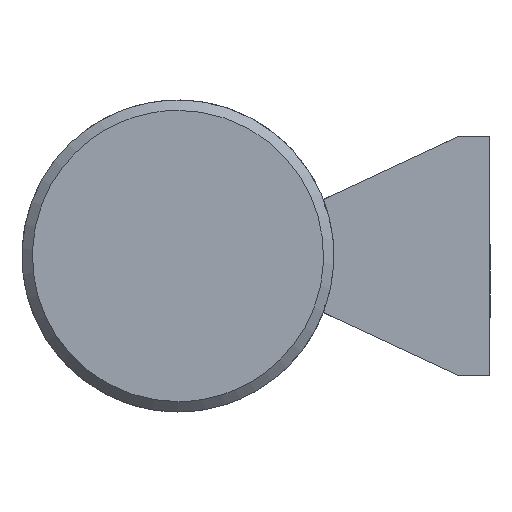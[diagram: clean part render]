
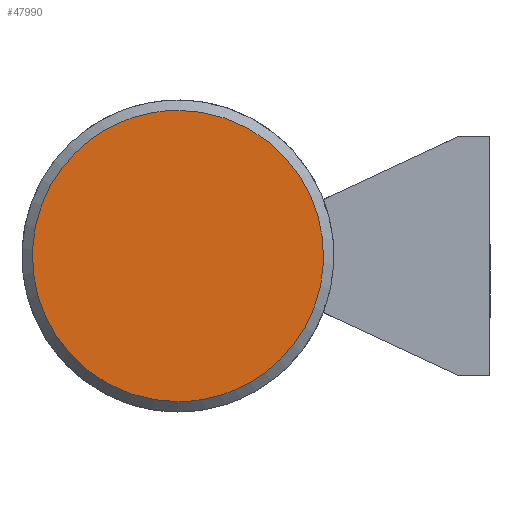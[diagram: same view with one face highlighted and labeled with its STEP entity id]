
A CAD part, left-side view. The second image highlights one B-rep face of the part: STEP entity #47990.
In plain terms, the highlighted free-form (B-spline) face has degree [1, 1] with [2, 2] control points.
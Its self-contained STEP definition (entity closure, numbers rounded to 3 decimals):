
#47470 = CARTESIAN_POINT ('', (0., 30., 14.));
#47480 = VERTEX_POINT ('', #47470);
#47490 = CARTESIAN_POINT ('', (0., 30., -14.));
#47500 = VERTEX_POINT ('', #47490);
#47510 = CARTESIAN_POINT ('', (0., 30., 14.));
#47520 = CARTESIAN_POINT ('', (0., 2., 14.));
#47530 = CARTESIAN_POINT ('', (0., 2., -14.));
#47540 = CARTESIAN_POINT ('', (0., 30., -14.));
#47550 = (
   BOUNDED_CURVE ()
   B_SPLINE_CURVE (3, (#47510, #47520, #47530, #47540), .UNSPECIFIED., .F., .U.)
   B_SPLINE_CURVE_WITH_KNOTS ((4, 4), (0., 1.), .UNSPECIFIED.)
   CURVE ()
   GEOMETRIC_REPRESENTATION_ITEM ()
   RATIONAL_B_SPLINE_CURVE ((1., 0.333, 0.333, 1.))
   REPRESENTATION_ITEM ('')
);
#47560 = EDGE_CURVE ('', #47480, #47500, #47550, .T.);
#47650 = CARTESIAN_POINT ('', (0., 30., -14.));
#47660 = CARTESIAN_POINT ('', (0., 58., -14.));
#47670 = CARTESIAN_POINT ('', (0., 58., 14.));
#47680 = CARTESIAN_POINT ('', (0., 30., 14.));
#47690 = (
   BOUNDED_CURVE ()
   B_SPLINE_CURVE (3, (#47650, #47660, #47670, #47680), .UNSPECIFIED., .F., .U.)
   B_SPLINE_CURVE_WITH_KNOTS ((4, 4), (0., 1.), .UNSPECIFIED.)
   CURVE ()
   GEOMETRIC_REPRESENTATION_ITEM ()
   RATIONAL_B_SPLINE_CURVE ((1., 0.333, 0.333, 1.))
   REPRESENTATION_ITEM ('')
);
#47700 = EDGE_CURVE ('', #47500, #47480, #47690, .T.);
#47900 = ORIENTED_EDGE ('', *, *, #47700, .F.);
#47910 = ORIENTED_EDGE ('', *, *, #47560, .F.);
#47920 = EDGE_LOOP ('', (#47900, #47910));
#47930 = FACE_OUTER_BOUND ('', #47920, .T.);
#47940 = CARTESIAN_POINT ('', (0., 44.168, -14.168));
#47950 = CARTESIAN_POINT ('', (0., 44.168, 14.168));
#47960 = CARTESIAN_POINT ('', (0., 15.832, -14.168));
#47970 = CARTESIAN_POINT ('', (0., 15.832, 14.168));
#47980 = B_SPLINE_SURFACE_WITH_KNOTS ('', 1, 1, ((#47940, #47950), (#47960, #47970)), .UNSPECIFIED., .F., .F., .U., (2, 2), (2, 2), (0., 1.), (0., 1.), .UNSPECIFIED.);
#47990 = ADVANCED_FACE ('', (#47930), #47980, .T.);
